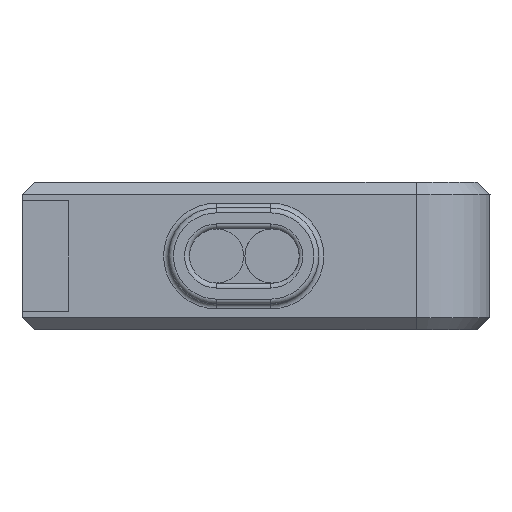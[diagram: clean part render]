
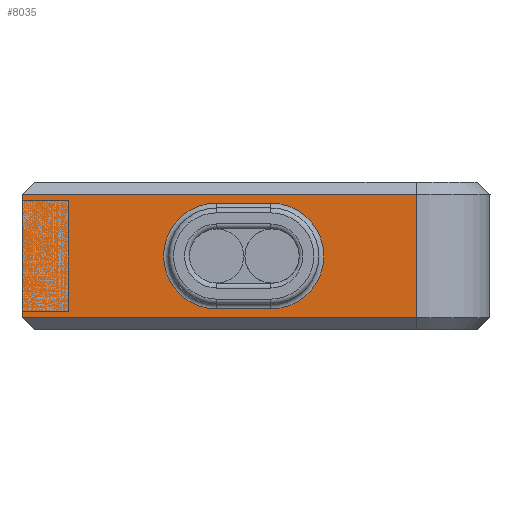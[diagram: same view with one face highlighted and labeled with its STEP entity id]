
A CAD part, left-side view. The second image highlights one B-rep face of the part: STEP entity #8035.
In plain terms, the highlighted planar face has unit normal (-1, 0, 0).
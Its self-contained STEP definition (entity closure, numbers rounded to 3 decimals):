
#979=DIRECTION('',(0.,-1.,0.));
#980=VECTOR('',#979,2.2);
#981=CARTESIAN_POINT('',(-29.5,1.6,-2.15));
#982=LINE('',#981,#980);
#983=CARTESIAN_POINT('',(-29.5,-0.6,0.));
#984=DIRECTION('',(-1.,0.,0.));
#985=DIRECTION('',(0.,0.,-1.));
#986=AXIS2_PLACEMENT_3D('',#983,#984,#985);
#988=DIRECTION('',(0.,1.,0.));
#989=VECTOR('',#988,2.2);
#990=CARTESIAN_POINT('',(-29.5,-0.6,2.15));
#991=LINE('',#990,#989);
#992=CARTESIAN_POINT('',(-29.5,1.6,0.));
#993=DIRECTION('',(-1.,0.,0.));
#994=DIRECTION('',(0.,0.,1.));
#995=AXIS2_PLACEMENT_3D('',#992,#993,#994);
#997=DIRECTION('',(0.,0.,1.));
#998=VECTOR('',#997,5.);
#999=CARTESIAN_POINT('',(-29.5,9.5,-2.5));
#1000=LINE('',#999,#998);
#1001=DIRECTION('',(0.,-1.,0.));
#1002=VECTOR('',#1001,16.);
#1003=CARTESIAN_POINT('',(-29.5,9.5,2.5));
#1004=LINE('',#1003,#1002);
#1005=DIRECTION('',(0.,0.,-1.));
#1006=VECTOR('',#1005,5.);
#1007=CARTESIAN_POINT('',(-29.5,-6.5,
2.5));
#1008=LINE('',#1007,#1006);
#1009=DIRECTION('',(0.,1.,0.));
#1010=VECTOR('',#1009,16.);
#1011=CARTESIAN_POINT('',(-29.5,-6.5,
-2.5));
#1012=LINE('',#1011,#1010);
#6105=CARTESIAN_POINT('',(-29.5,-6.5,
-2.5));
#6106=CARTESIAN_POINT('',(-29.5,9.5,-2.5));
#6107=VERTEX_POINT('',#6105);
#6108=VERTEX_POINT('',#6106);
#6147=CARTESIAN_POINT('',(-29.5,-6.5,2.5));
#6148=VERTEX_POINT('',#6147);
#6151=CARTESIAN_POINT('',(-29.5,9.5,2.5));
#6152=VERTEX_POINT('',#6151);
#6185=CARTESIAN_POINT('',(-29.5,1.6,-2.15));
#6186=CARTESIAN_POINT('',(-29.5,-0.6,-2.15));
#6187=VERTEX_POINT('',#6185);
#6188=VERTEX_POINT('',#6186);
#6193=CARTESIAN_POINT('',(-29.5,-0.6,2.15));
#6194=VERTEX_POINT('',#6193);
#6197=CARTESIAN_POINT('',(-29.5,1.6,2.15));
#6198=VERTEX_POINT('',#6197);
#8011=CARTESIAN_POINT('',(-29.5,9.5,-3.));
#8012=DIRECTION('',(-1.,0.,0.));
#8013=DIRECTION('',(0.,-1.,0.));
#8014=AXIS2_PLACEMENT_3D('',#8011,#8012,#8013);
#8015=PLANE('',#8014);
#8016=ORIENTED_EDGE('',*,*,#6955,.T.);
#8018=ORIENTED_EDGE('',*,*,#8017,.T.);
#8020=ORIENTED_EDGE('',*,*,#8019,.T.);
#8022=ORIENTED_EDGE('',*,*,#8021,.T.);
#8023=EDGE_LOOP('',(#8016,#8018,#8020,#8022));
#8024=FACE_OUTER_BOUND('',#8023,.F.);
#8026=ORIENTED_EDGE('',*,*,#8025,.T.);
#8028=ORIENTED_EDGE('',*,*,#8027,.T.);
#8030=ORIENTED_EDGE('',*,*,#8029,.T.);
#8032=ORIENTED_EDGE('',*,*,#8031,.T.);
#8033=EDGE_LOOP('',(#8026,#8028,#8030,#8032));
#8034=FACE_BOUND('',#8033,.F.);
#8035=ADVANCED_FACE('',(#8024,#8034),#8015,.T.);
#987=CIRCLE('',#986,2.15);
#996=CIRCLE('',#995,2.15);
#6955=EDGE_CURVE('',#6108,#6152,#1000,.T.);
#8017=EDGE_CURVE('',#6152,#6148,#1004,.T.);
#8019=EDGE_CURVE('',#6148,#6107,#1008,.T.);
#8021=EDGE_CURVE('',#6107,#6108,#1012,.T.);
#8025=EDGE_CURVE('',#6187,#6188,#982,.T.);
#8027=EDGE_CURVE('',#6188,#6194,#987,.T.);
#8029=EDGE_CURVE('',#6194,#6198,#991,.T.);
#8031=EDGE_CURVE('',#6198,#6187,#996,.T.);
